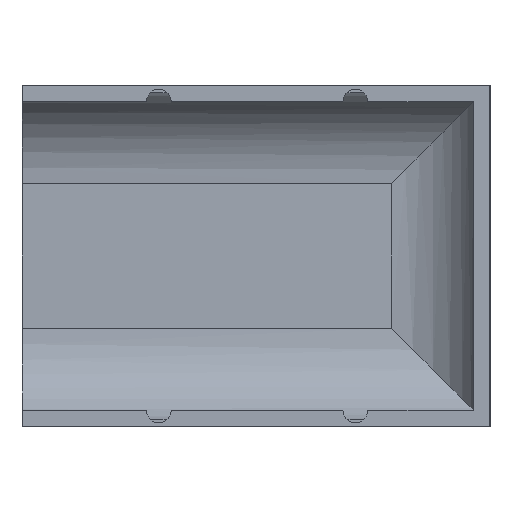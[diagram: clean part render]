
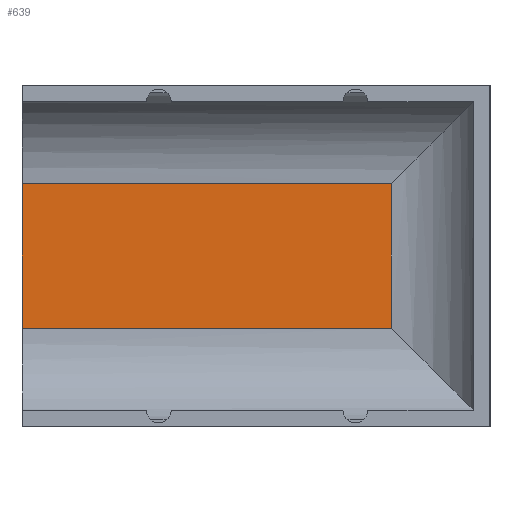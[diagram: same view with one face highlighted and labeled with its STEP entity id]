
A CAD part, front view. The second image highlights one B-rep face of the part: STEP entity #639.
In plain terms, the highlighted planar face has unit normal (0, -1, 0).
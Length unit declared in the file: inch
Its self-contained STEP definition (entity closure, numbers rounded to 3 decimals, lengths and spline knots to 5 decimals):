
#36=PLANE('',#708);
#65=FACE_OUTER_BOUND('',#102,.T.);
#102=EDGE_LOOP('',(#512,#513,#514,#515));
#159=LINE('',#1055,#222);
#161=LINE('',#1061,#224);
#162=LINE('',#1063,#225);
#163=LINE('',#1064,#226);
#222=VECTOR('',#853,0.3937);
#224=VECTOR('',#859,0.3937);
#225=VECTOR('',#860,0.3937);
#226=VECTOR('',#861,0.3937);
#307=VERTEX_POINT('',#1051);
#309=VERTEX_POINT('',#1054);
#311=VERTEX_POINT('',#1060);
#312=VERTEX_POINT('',#1062);
#384=EDGE_CURVE('',#307,#309,#159,.T.);
#387=EDGE_CURVE('',#307,#311,#161,.T.);
#388=EDGE_CURVE('',#311,#312,#162,.T.);
#389=EDGE_CURVE('',#309,#312,#163,.T.);
#512=ORIENTED_EDGE('',*,*,#387,.T.);
#513=ORIENTED_EDGE('',*,*,#388,.T.);
#514=ORIENTED_EDGE('',*,*,#389,.F.);
#515=ORIENTED_EDGE('',*,*,#384,.F.);
#639=ADVANCED_FACE('',(#65),#36,.T.);
#708=AXIS2_PLACEMENT_3D('',#1059,#857,#858);
#853=DIRECTION('',(-1.,0.,0.));
#857=DIRECTION('center_axis',(0.,-1.,0.));
#858=DIRECTION('ref_axis',(0.,0.,1.));
#859=DIRECTION('',(0.,0.,1.));
#860=DIRECTION('',(-1.,0.,0.));
#861=DIRECTION('',(0.,0.,1.));
#1051=CARTESIAN_POINT('',(-3.,3.,3.));
#1054=CARTESIAN_POINT('',(-14.203,3.,3.));
#1055=CARTESIAN_POINT('',(0.,3.,3.));
#1059=CARTESIAN_POINT('Origin',(0.,3.,3.));
#1060=CARTESIAN_POINT('',(-3.,3.,7.375));
#1061=CARTESIAN_POINT('',(-3.,3.,0.));
#1062=CARTESIAN_POINT('',(-14.203,3.,7.375));
#1063=CARTESIAN_POINT('',(0.,3.,7.375));
#1064=CARTESIAN_POINT('',(-14.203,3.,7.375));
